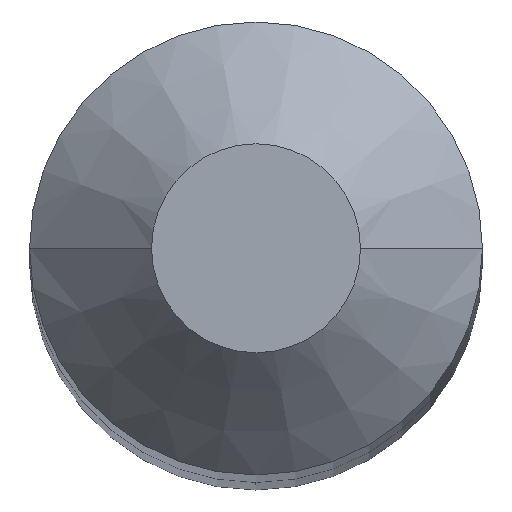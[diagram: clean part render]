
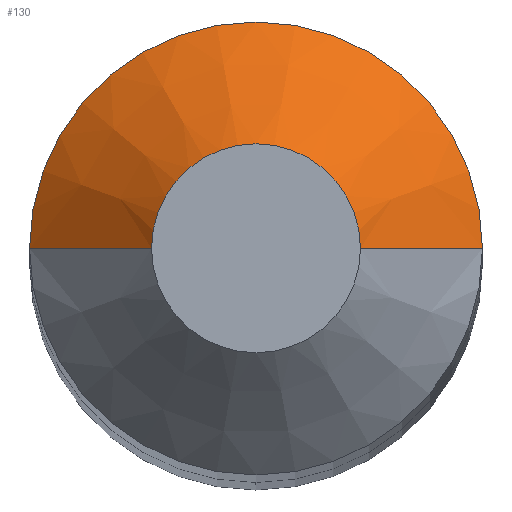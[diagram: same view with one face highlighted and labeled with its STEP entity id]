
A CAD part, top view. The second image highlights one B-rep face of the part: STEP entity #130.
In plain terms, the highlighted conical face has half-angle 45 degrees and reference radius 1.473 mm.
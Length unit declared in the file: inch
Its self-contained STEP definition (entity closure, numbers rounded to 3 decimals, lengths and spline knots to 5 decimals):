
#2 = ORIENTED_EDGE ( 'NONE', *, *, #249, .T. ) ;
#23 = AXIS2_PLACEMENT_3D ( 'NONE', #192, #314, #37 ) ;
#27 = DIRECTION ( 'NONE',  ( -1., 0., 0. ) ) ;
#29 = VERTEX_POINT ( 'NONE', #347 ) ;
#33 = DIRECTION ( 'NONE',  ( 0., 0., 1. ) ) ;
#37 = DIRECTION ( 'NONE',  ( 1., 0., 0. ) ) ;
#45 = CARTESIAN_POINT ( 'NONE',  ( -0.02675, 0., 0. ) ) ;
#59 = AXIS2_PLACEMENT_3D ( 'NONE', #307, #190, #27 ) ;
#66 = CARTESIAN_POINT ( 'NONE',  ( 0., 0., -0.03125 ) ) ;
#80 = CONICAL_SURFACE ( 'NONE', #59, 0.058, 0.785 ) ;
#92 = ORIENTED_EDGE ( 'NONE', *, *, #228, .F. ) ;
#98 = ORIENTED_EDGE ( 'NONE', *, *, #286, .F. ) ;
#106 = CARTESIAN_POINT ( 'NONE',  ( 0.02675, 0., 0. ) ) ;
#126 = LINE ( 'NONE', #164, #212 ) ;
#130 = ADVANCED_FACE ( 'NONE', ( #159 ), #80, .T. ) ;
#131 = DIRECTION ( 'NONE',  ( 0.707, 0., -0.707 ) ) ;
#140 = AXIS2_PLACEMENT_3D ( 'NONE', #66, #33, #189 ) ;
#150 = VERTEX_POINT ( 'NONE', #106 ) ;
#159 = FACE_OUTER_BOUND ( 'NONE', #184, .T. ) ;
#164 = CARTESIAN_POINT ( 'NONE',  ( -0.058, 0., -0.03125 ) ) ;
#184 = EDGE_LOOP ( 'NONE', ( #98, #217, #2, #92 ) ) ;
#189 = DIRECTION ( 'NONE',  ( 1., 0., 0. ) ) ;
#190 = DIRECTION ( 'NONE',  ( 0., 0., -1. ) ) ;
#191 = CIRCLE ( 'NONE', #23, 0.02675 ) ;
#192 = CARTESIAN_POINT ( 'NONE',  ( 0., 0., 0. ) ) ;
#212 = VECTOR ( 'NONE', #308, 39.37008 ) ;
#217 = ORIENTED_EDGE ( 'NONE', *, *, #316, .T. ) ;
#228 = EDGE_CURVE ( 'NONE', #390, #351, #126, .T. ) ;
#243 = VECTOR ( 'NONE', #131, 39.37008 ) ;
#249 = EDGE_CURVE ( 'NONE', #29, #351, #365, .T. ) ;
#286 = EDGE_CURVE ( 'NONE', #150, #390, #191, .T. ) ;
#287 = CARTESIAN_POINT ( 'NONE',  ( -0.058, 0., -0.03125 ) ) ;
#307 = CARTESIAN_POINT ( 'NONE',  ( 0., 0., -0.03125 ) ) ;
#308 = DIRECTION ( 'NONE',  ( -0.707, 0., -0.707 ) ) ;
#314 = DIRECTION ( 'NONE',  ( 0., 0., 1. ) ) ;
#316 = EDGE_CURVE ( 'NONE', #150, #29, #386, .T. ) ;
#347 = CARTESIAN_POINT ( 'NONE',  ( 0.058, 0., -0.03125 ) ) ;
#351 = VERTEX_POINT ( 'NONE', #287 ) ;
#365 = CIRCLE ( 'NONE', #140, 0.058 ) ;
#383 = CARTESIAN_POINT ( 'NONE',  ( 0.058, 0., -0.03125 ) ) ;
#386 = LINE ( 'NONE', #383, #243 ) ;
#390 = VERTEX_POINT ( 'NONE', #45 ) ;
